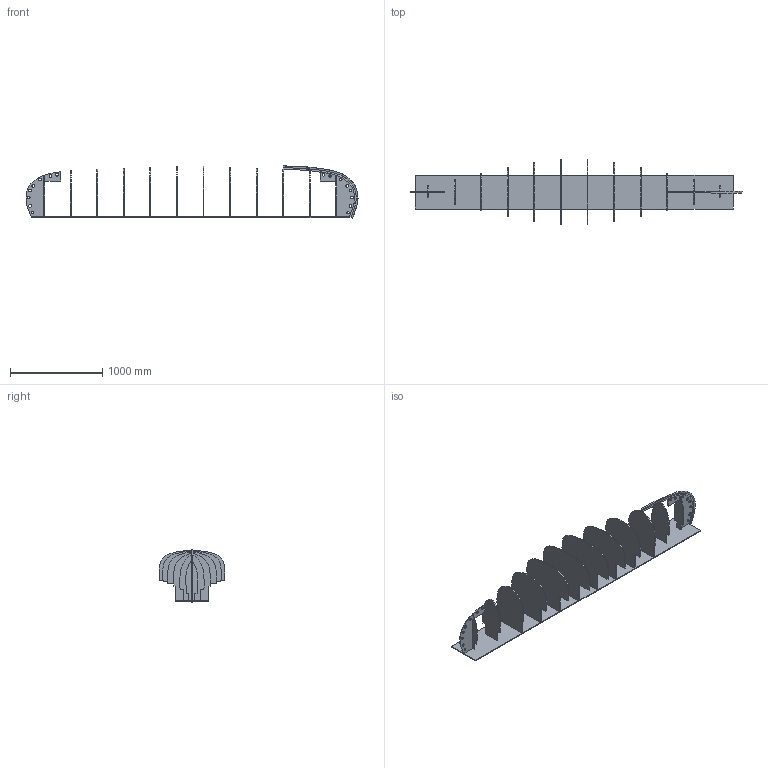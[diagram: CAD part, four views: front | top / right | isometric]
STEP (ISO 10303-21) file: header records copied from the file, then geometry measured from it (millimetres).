
FILE_DESCRIPTION(('FreeCAD Model'),'2;1');
FILE_NAME('Open CASCADE Shape Model','2025-05-05T18:51:13',('FreeCAD'),( 'FreeCAD'),'Open CASCADE STEP processor 7.6','FreeCAD','Unknown');
FILE_SCHEMA(('AUTOMOTIVE_DESIGN { 1 0 10303 214 1 1 1 1 }'));
Length unit declared in the file: millimetre
Products named in the file (1): Open CASCADE STEP translator 7.6 1
Bounding box: 3591.13 x 709.04 x 565.53 mm (x, y, z)
Surface area: 7688226.5 mm2 (no closed solid volume)
Topology: 0 solids, 16 shells, 236 faces, 676 edges, 452 vertices
Faces by surface type: bspline 236
Entity records: 7948 total; most frequent: CARTESIAN_POINT 4223, ORIENTED_EDGE 1276, EDGE_CURVE 676, VERTEX_POINT 452, B_SPLINE_CURVE_WITH_KNOTS 400, FACE_BOUND 270, EDGE_LOOP 270, ADVANCED_FACE 236
